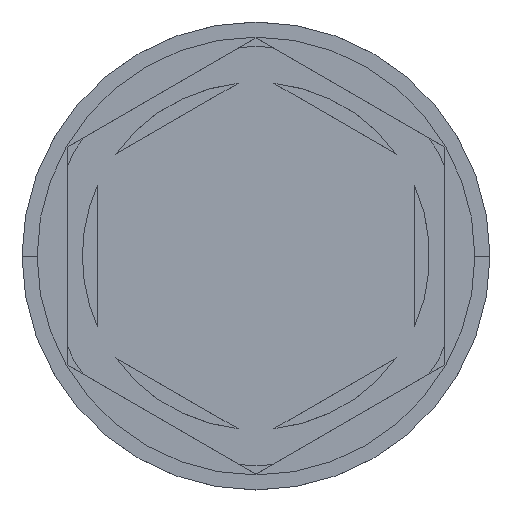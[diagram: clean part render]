
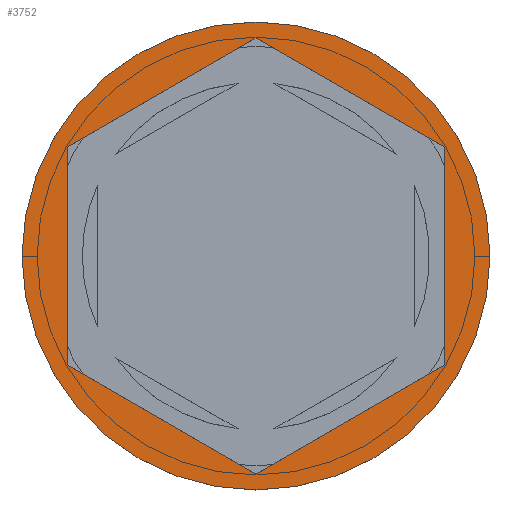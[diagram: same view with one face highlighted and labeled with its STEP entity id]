
A CAD part, top view. The second image highlights one B-rep face of the part: STEP entity #3752.
In plain terms, the highlighted planar face has unit normal (0, 0, 1).
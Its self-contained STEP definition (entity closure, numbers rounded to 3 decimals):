
#24 = ORIENTED_EDGE ( 'NONE', *, *, #93, .F. ) ;
#43 = DIRECTION ( 'NONE',  ( 0.866, 0.5, 0. ) ) ;
#93 = EDGE_CURVE ( 'NONE', #3927, #407, #2896, .T. ) ;
#99 = ORIENTED_EDGE ( 'NONE', *, *, #3425, .F. ) ;
#168 = VERTEX_POINT ( 'NONE', #2265 ) ;
#170 = EDGE_CURVE ( 'NONE', #168, #1244, #181, .T. ) ;
#181 = CIRCLE ( 'NONE', #2467, 7.75 ) ;
#190 = ORIENTED_EDGE ( 'NONE', *, *, #687, .F. ) ;
#201 = VECTOR ( 'NONE', #1307, 1000. ) ;
#205 = CIRCLE ( 'NONE', #1688, 7.75 ) ;
#381 = VECTOR ( 'NONE', #43, 1000. ) ;
#407 = VERTEX_POINT ( 'NONE', #1207 ) ;
#517 = CARTESIAN_POINT ( 'NONE',  ( -6.25, 3.608, 0. ) ) ;
#613 = CARTESIAN_POINT ( 'NONE',  ( 0., 0., 0. ) ) ;
#654 = CARTESIAN_POINT ( 'NONE',  ( 0., -7.217, 0. ) ) ;
#661 = DIRECTION ( 'NONE',  ( 0.866, -0.5, 0. ) ) ;
#679 = CARTESIAN_POINT ( 'NONE',  ( -6.25, -3.608, 0. ) ) ;
#687 = EDGE_CURVE ( 'NONE', #407, #2987, #1310, .T. ) ;
#755 = CARTESIAN_POINT ( 'NONE',  ( 0., 0., 0. ) ) ;
#859 = FACE_OUTER_BOUND ( 'NONE', #1431, .T. ) ;
#901 = CARTESIAN_POINT ( 'NONE',  ( 0., 0., 0. ) ) ;
#921 = PLANE ( 'NONE',  #1103 ) ;
#962 = CARTESIAN_POINT ( 'NONE',  ( -6.25, -3.608, 0. ) ) ;
#1019 = EDGE_LOOP ( 'NONE', ( #24, #2691, #3687, #99, #2063, #190 ) ) ;
#1089 = VERTEX_POINT ( 'NONE', #2996 ) ;
#1103 = AXIS2_PLACEMENT_3D ( 'NONE', #613, #2439, #1840 ) ;
#1207 = CARTESIAN_POINT ( 'NONE',  ( 0., 7.217, 0. ) ) ;
#1220 = LINE ( 'NONE', #654, #381 ) ;
#1244 = VERTEX_POINT ( 'NONE', #1529 ) ;
#1270 = VERTEX_POINT ( 'NONE', #962 ) ;
#1307 = DIRECTION ( 'NONE',  ( 0., 1., 0. ) ) ;
#1310 = LINE ( 'NONE', #2570, #1875 ) ;
#1346 = DIRECTION ( 'NONE',  ( 0., 0., 1. ) ) ;
#1369 = DIRECTION ( 'NONE',  ( -0.866, 0.5, 0. ) ) ;
#1431 = EDGE_LOOP ( 'NONE', ( #3395, #3109 ) ) ;
#1529 = CARTESIAN_POINT ( 'NONE',  ( 7.75, 0., 0. ) ) ;
#1671 = CARTESIAN_POINT ( 'NONE',  ( 6.25, -3.608, 0. ) ) ;
#1688 = AXIS2_PLACEMENT_3D ( 'NONE', #901, #3037, #3077 ) ;
#1840 = DIRECTION ( 'NONE',  ( 1., 0., 0. ) ) ;
#1875 = VECTOR ( 'NONE', #2857, 1000. ) ;
#1939 = VECTOR ( 'NONE', #1369, 1000. ) ;
#1958 = EDGE_CURVE ( 'NONE', #3783, #1089, #1220, .T. ) ;
#2063 = ORIENTED_EDGE ( 'NONE', *, *, #2122, .F. ) ;
#2122 = EDGE_CURVE ( 'NONE', #2987, #1270, #2924, .T. ) ;
#2158 = VECTOR ( 'NONE', #661, 1000. ) ;
#2265 = CARTESIAN_POINT ( 'NONE',  ( -7.75, 0., 0. ) ) ;
#2439 = DIRECTION ( 'NONE',  ( 0., 0., 1. ) ) ;
#2467 = AXIS2_PLACEMENT_3D ( 'NONE', #755, #1346, #3873 ) ;
#2570 = CARTESIAN_POINT ( 'NONE',  ( 0., 7.217, 0. ) ) ;
#2577 = CARTESIAN_POINT ( 'NONE',  ( -6.25, 3.608, 0. ) ) ;
#2691 = ORIENTED_EDGE ( 'NONE', *, *, #3353, .F. ) ;
#2857 = DIRECTION ( 'NONE',  ( -0.866, -0.5, 0. ) ) ;
#2877 = LINE ( 'NONE', #679, #2158 ) ;
#2896 = LINE ( 'NONE', #2974, #1939 ) ;
#2924 = LINE ( 'NONE', #2577, #3515 ) ;
#2974 = CARTESIAN_POINT ( 'NONE',  ( 6.25, 3.608, 0. ) ) ;
#2987 = VERTEX_POINT ( 'NONE', #517 ) ;
#2996 = CARTESIAN_POINT ( 'NONE',  ( 6.25, -3.608, 0. ) ) ;
#3037 = DIRECTION ( 'NONE',  ( 0., 0., 1. ) ) ;
#3077 = DIRECTION ( 'NONE',  ( 1., 0., 0. ) ) ;
#3109 = ORIENTED_EDGE ( 'NONE', *, *, #170, .T. ) ;
#3205 = LINE ( 'NONE', #1671, #201 ) ;
#3231 = DIRECTION ( 'NONE',  ( 0., -1., 0. ) ) ;
#3353 = EDGE_CURVE ( 'NONE', #1089, #3927, #3205, .T. ) ;
#3395 = ORIENTED_EDGE ( 'NONE', *, *, #3785, .T. ) ;
#3419 = CARTESIAN_POINT ( 'NONE',  ( 0., -7.217, 0. ) ) ;
#3425 = EDGE_CURVE ( 'NONE', #1270, #3783, #2877, .T. ) ;
#3515 = VECTOR ( 'NONE', #3231, 1000. ) ;
#3687 = ORIENTED_EDGE ( 'NONE', *, *, #1958, .F. ) ;
#3752 = ADVANCED_FACE ( 'NONE', ( #3995, #859 ), #921, .T. ) ;
#3783 = VERTEX_POINT ( 'NONE', #3419 ) ;
#3785 = EDGE_CURVE ( 'NONE', #1244, #168, #205, .T. ) ;
#3873 = DIRECTION ( 'NONE',  ( 1., 0., 0. ) ) ;
#3879 = CARTESIAN_POINT ( 'NONE',  ( 6.25, 3.608, 0. ) ) ;
#3927 = VERTEX_POINT ( 'NONE', #3879 ) ;
#3995 = FACE_BOUND ( 'NONE', #1019, .T. ) ;
